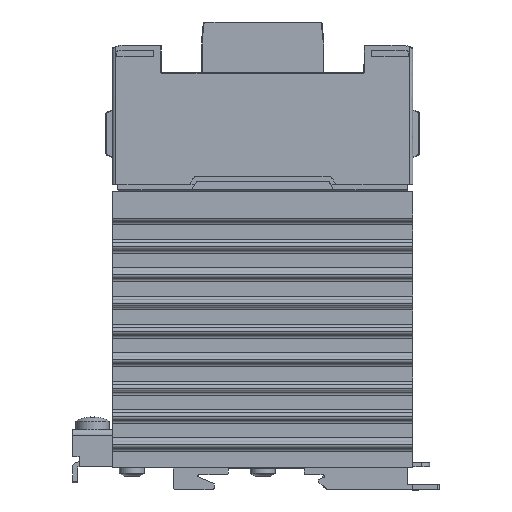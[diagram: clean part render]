
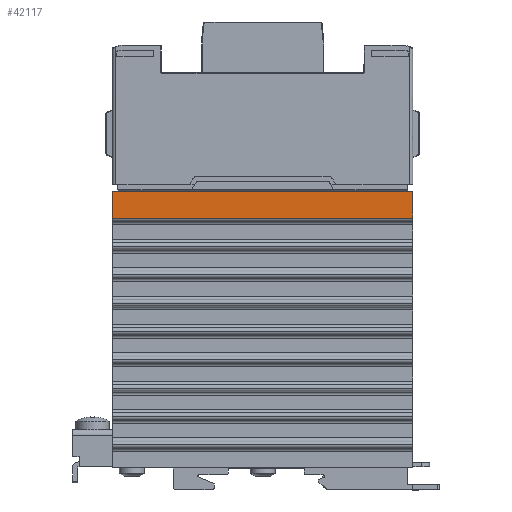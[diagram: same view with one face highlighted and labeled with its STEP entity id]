
A CAD part, left-side view. The second image highlights one B-rep face of the part: STEP entity #42117.
In plain terms, the highlighted planar face has unit normal (-1, 0, 0).
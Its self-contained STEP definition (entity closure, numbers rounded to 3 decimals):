
#40931=CARTESIAN_POINT('',(-17.7,45.,77.));
#40932=VERTEX_POINT('',#40931);
#40940=CARTESIAN_POINT('',(-17.7,45.,85.));
#40941=VERTEX_POINT('',#40940);
#40942=CARTESIAN_POINT('',(-17.7,45.,85.));
#40943=DIRECTION('',(0.0,0.0,-1.0));
#40944=VECTOR('',#40943,8.0);
#40945=LINE('',#40942,#40944);
#40946=EDGE_CURVE('',#40941,#40932,#40945,.T.);
#42087=CARTESIAN_POINT('',(-17.7,-45.,85.));
#42088=DIRECTION('',(-1.0,0.0,0.0));
#42089=DIRECTION('',(0.0,0.0,-1.0));
#42090=AXIS2_PLACEMENT_3D('',#42087,#42088,#42089);
#42091=PLANE('',#42090);
#42092=ORIENTED_EDGE('',*,*,#40946,.T.);
#42093=CARTESIAN_POINT('',(-17.7,-45.,77.));
#42094=VERTEX_POINT('',#42093);
#42095=CARTESIAN_POINT('',(-17.7,-45.,77.));
#42096=DIRECTION('',(0.0,1.0,0.0));
#42097=VECTOR('',#42096,90.);
#42098=LINE('',#42095,#42097);
#42099=EDGE_CURVE('',#42094,#40932,#42098,.T.);
#42100=ORIENTED_EDGE('',*,*,#42099,.F.);
#42101=CARTESIAN_POINT('',(-17.7,-45.,85.));
#42102=VERTEX_POINT('',#42101);
#42103=CARTESIAN_POINT('',(-17.7,-45.,85.));
#42104=DIRECTION('',(0.0,0.0,-1.0));
#42105=VECTOR('',#42104,8.0);
#42106=LINE('',#42103,#42105);
#42107=EDGE_CURVE('',#42102,#42094,#42106,.T.);
#42108=ORIENTED_EDGE('',*,*,#42107,.F.);
#42109=CARTESIAN_POINT('',(-17.7,-45.,85.));
#42110=DIRECTION('',(0.0,1.0,0.0));
#42111=VECTOR('',#42110,90.);
#42112=LINE('',#42109,#42111);
#42113=EDGE_CURVE('',#42102,#40941,#42112,.T.);
#42114=ORIENTED_EDGE('',*,*,#42113,.T.);
#42115=EDGE_LOOP('',(#42092,#42100,#42108,#42114));
#42116=FACE_OUTER_BOUND('',#42115,.T.);
#42117=ADVANCED_FACE('',(#42116),#42091,.T.);
